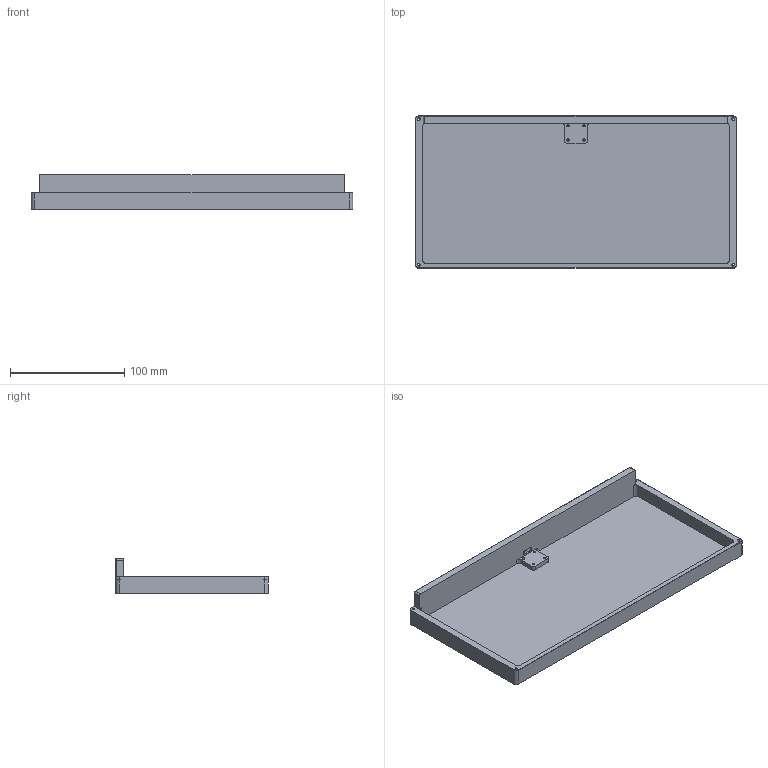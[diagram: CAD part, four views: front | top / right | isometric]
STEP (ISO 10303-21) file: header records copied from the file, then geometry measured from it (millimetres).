
FILE_DESCRIPTION(/* description */ (''),/* implementation_level */ '2;1');
FILE_NAME(/* name */ 'theblvd.step',/* time_stamp */ '2022-01-29T07:27:08-08:00',/* author */ (''),/* organization */ (''),/* preprocessor_version */ 'ST-DEVELOPER v18.1',/* originating_system */ 'Autodesk Translation Framework v10.13.0.1454',/* authorisation */ '');
FILE_SCHEMA (('AUTOMOTIVE_DESIGN { 1 0 10303 214 3 1 1 }'));
Length unit declared in the file: millimetre
Products named in the file (1): Ave_Bottom-Case_Rev1.2
Bounding box: 281.18 x 133.41 x 30.61 mm (x, y, z)
Volume: 194871.4 mm3; surface area: 106119.2 mm2
Topology: 1 solids, 1 shells, 87 faces, 206 edges, 130 vertices
Faces by surface type: plane 43, cylinder 30, cone 14
Full cylindrical faces by diameter (mm): 2 x4, 2.2 x4, 4 x4
Entity records: 2551 total; most frequent: DIRECTION 460, CARTESIAN_POINT 424, ORIENTED_EDGE 412, EDGE_CURVE 206, AXIS2_PLACEMENT_3D 166, VERTEX_POINT 130, LINE 128, VECTOR 128
